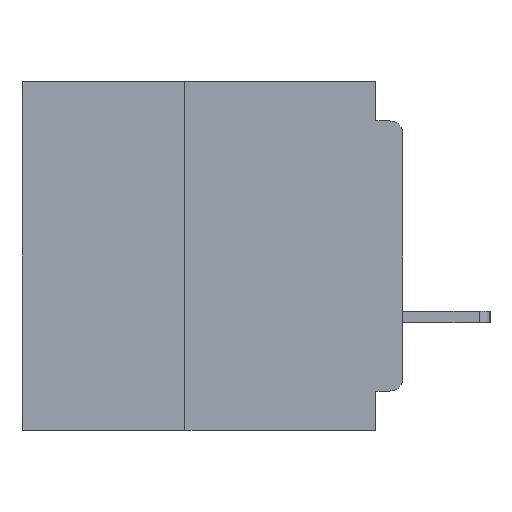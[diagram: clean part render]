
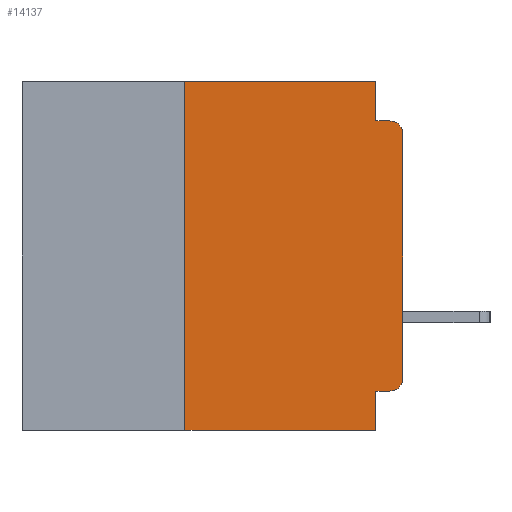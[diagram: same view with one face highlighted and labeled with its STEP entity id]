
A CAD part, left-side view. The second image highlights one B-rep face of the part: STEP entity #14137.
In plain terms, the highlighted planar face has unit normal (-1, 0, 0).
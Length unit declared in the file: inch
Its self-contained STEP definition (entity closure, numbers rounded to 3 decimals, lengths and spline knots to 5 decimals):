
#285 = DIRECTION ( 'NONE',  ( 0., 0., 1. ) ) ;
#787 = VERTEX_POINT ( 'NONE', #10840 ) ;
#1545 = EDGE_LOOP ( 'NONE', ( #24206, #19224, #26128, #10035, #4554, #30028, #25901, #7844, #4306, #13905 ) ) ;
#1975 = VECTOR ( 'NONE', #27944, 39.37008 ) ;
#2905 = LINE ( 'NONE', #24969, #1975 ) ;
#2953 = VECTOR ( 'NONE', #11403, 39.37008 ) ;
#3373 = DIRECTION ( 'NONE',  ( 0., -1., 0. ) ) ;
#4306 = ORIENTED_EDGE ( 'NONE', *, *, #8433, .F. ) ;
#4554 = ORIENTED_EDGE ( 'NONE', *, *, #29242, .F. ) ;
#4621 = VERTEX_POINT ( 'NONE', #25152 ) ;
#5199 = VERTEX_POINT ( 'NONE', #10161 ) ;
#5693 = DIRECTION ( 'NONE',  ( 0., 0., -1. ) ) ;
#6166 = CARTESIAN_POINT ( 'NONE',  ( 0., 0., 0. ) ) ;
#6943 = CIRCLE ( 'NONE', #25075, 0.015 ) ;
#7844 = ORIENTED_EDGE ( 'NONE', *, *, #29892, .F. ) ;
#8433 = EDGE_CURVE ( 'NONE', #23261, #20700, #2905, .T. ) ;
#10002 = LINE ( 'NONE', #14782, #31609 ) ;
#10035 = ORIENTED_EDGE ( 'NONE', *, *, #34504, .F. ) ;
#10064 = CARTESIAN_POINT ( 'NONE',  ( 0., 0., -0.06 ) ) ;
#10161 = CARTESIAN_POINT ( 'NONE',  ( 0., 0.25, 0. ) ) ;
#10840 = CARTESIAN_POINT ( 'NONE',  ( 0., 0.031, -0.4 ) ) ;
#11040 = AXIS2_PLACEMENT_3D ( 'NONE', #11416, #31955, #14416 ) ;
#11183 = CIRCLE ( 'NONE', #11040, 0.015 ) ;
#11403 = DIRECTION ( 'NONE',  ( 0., -1., 0. ) ) ;
#11416 = CARTESIAN_POINT ( 'NONE',  ( 0., 0.015, -0.34 ) ) ;
#11528 = CARTESIAN_POINT ( 'NONE',  ( 0., 0., -0.045 ) ) ;
#13428 = VECTOR ( 'NONE', #285, 39.37008 ) ;
#13438 = VECTOR ( 'NONE', #5693, 39.37008 ) ;
#13805 = EDGE_CURVE ( 'NONE', #22321, #4621, #6943, .T. ) ;
#13905 = ORIENTED_EDGE ( 'NONE', *, *, #31415, .T. ) ;
#14137 = ADVANCED_FACE ( 'NONE', ( #18587 ), #30690, .F. ) ;
#14416 = DIRECTION ( 'NONE',  ( 0., 0., -1. ) ) ;
#14422 = DIRECTION ( 'NONE',  ( -1., 0., 0. ) ) ;
#14553 = LINE ( 'NONE', #28372, #29285 ) ;
#14782 = CARTESIAN_POINT ( 'NONE',  ( 0., 0.437, 0. ) ) ;
#15295 = LINE ( 'NONE', #29253, #13438 ) ;
#16110 = DIRECTION ( 'NONE',  ( 1., 0., 0. ) ) ;
#16870 = EDGE_CURVE ( 'NONE', #20134, #22321, #29094, .T. ) ;
#17812 = DIRECTION ( 'NONE',  ( 0., -1., 0. ) ) ;
#18587 = FACE_OUTER_BOUND ( 'NONE', #1545, .T. ) ;
#19224 = ORIENTED_EDGE ( 'NONE', *, *, #13805, .T. ) ;
#20134 = VERTEX_POINT ( 'NONE', #34180 ) ;
#20700 = VERTEX_POINT ( 'NONE', #36642 ) ;
#22321 = VERTEX_POINT ( 'NONE', #10064 ) ;
#23261 = VERTEX_POINT ( 'NONE', #36215 ) ;
#23781 = CARTESIAN_POINT ( 'NONE',  ( 0., 0.25, -0.4 ) ) ;
#24117 = CARTESIAN_POINT ( 'NONE',  ( 0., 0.437, -0.4 ) ) ;
#24206 = ORIENTED_EDGE ( 'NONE', *, *, #16870, .T. ) ;
#24793 = CARTESIAN_POINT ( 'NONE',  ( 0., 0.031, -0.045 ) ) ;
#24796 = CARTESIAN_POINT ( 'NONE',  ( 0., 0.437, 0. ) ) ;
#24969 = CARTESIAN_POINT ( 'NONE',  ( 0., 0., -0.355 ) ) ;
#25075 = AXIS2_PLACEMENT_3D ( 'NONE', #31963, #14422, #34870 ) ;
#25152 = CARTESIAN_POINT ( 'NONE',  ( 0., 0.015, -0.045 ) ) ;
#25901 = ORIENTED_EDGE ( 'NONE', *, *, #29845, .T. ) ;
#26128 = ORIENTED_EDGE ( 'NONE', *, *, #29166, .F. ) ;
#27333 = DIRECTION ( 'NONE',  ( 0., 0., -1. ) ) ;
#27944 = DIRECTION ( 'NONE',  ( 0., 1., 0. ) ) ;
#28372 = CARTESIAN_POINT ( 'NONE',  ( 0., 0.25, -0.4 ) ) ;
#29094 = LINE ( 'NONE', #6166, #13428 ) ;
#29166 = EDGE_CURVE ( 'NONE', #29410, #4621, #34304, .T. ) ;
#29242 = EDGE_CURVE ( 'NONE', #5199, #37069, #10002, .T. ) ;
#29253 = CARTESIAN_POINT ( 'NONE',  ( 0., 0.031, 0. ) ) ;
#29285 = VECTOR ( 'NONE', #31280, 39.37008 ) ;
#29328 = LINE ( 'NONE', #30156, #30219 ) ;
#29410 = VERTEX_POINT ( 'NONE', #24793 ) ;
#29845 = EDGE_CURVE ( 'NONE', #31525, #787, #32005, .T. ) ;
#29892 = EDGE_CURVE ( 'NONE', #20700, #787, #29328, .T. ) ;
#30028 = ORIENTED_EDGE ( 'NONE', *, *, #37673, .F. ) ;
#30156 = CARTESIAN_POINT ( 'NONE',  ( 0., 0.031, -0.4 ) ) ;
#30219 = VECTOR ( 'NONE', #27333, 39.37008 ) ;
#30690 = PLANE ( 'NONE',  #37929 ) ;
#31121 = VECTOR ( 'NONE', #3373, 39.37008 ) ;
#31280 = DIRECTION ( 'NONE',  ( 0., 0., 1. ) ) ;
#31415 = EDGE_CURVE ( 'NONE', #23261, #20134, #11183, .T. ) ;
#31525 = VERTEX_POINT ( 'NONE', #23781 ) ;
#31609 = VECTOR ( 'NONE', #17812, 39.37008 ) ;
#31955 = DIRECTION ( 'NONE',  ( -1., 0., 0. ) ) ;
#31963 = CARTESIAN_POINT ( 'NONE',  ( 0., 0.015, -0.06 ) ) ;
#32005 = LINE ( 'NONE', #24117, #31121 ) ;
#34180 = CARTESIAN_POINT ( 'NONE',  ( 0., 0., -0.34 ) ) ;
#34198 = CARTESIAN_POINT ( 'NONE',  ( 0., 0.031, 0. ) ) ;
#34304 = LINE ( 'NONE', #11528, #2953 ) ;
#34504 = EDGE_CURVE ( 'NONE', #37069, #29410, #15295, .T. ) ;
#34870 = DIRECTION ( 'NONE',  ( 0., 0., -1. ) ) ;
#36215 = CARTESIAN_POINT ( 'NONE',  ( 0., 0.015, -0.355 ) ) ;
#36455 = DIRECTION ( 'NONE',  ( 0., 0., -1. ) ) ;
#36642 = CARTESIAN_POINT ( 'NONE',  ( 0., 0.031, -0.355 ) ) ;
#37069 = VERTEX_POINT ( 'NONE', #34198 ) ;
#37673 = EDGE_CURVE ( 'NONE', #31525, #5199, #14553, .T. ) ;
#37929 = AXIS2_PLACEMENT_3D ( 'NONE', #24796, #16110, #36455 ) ;
